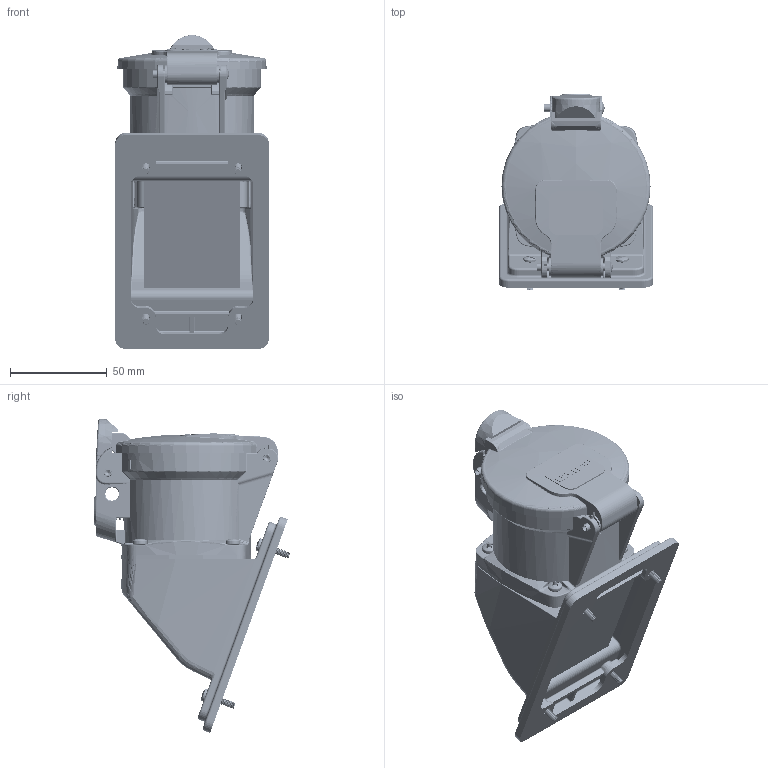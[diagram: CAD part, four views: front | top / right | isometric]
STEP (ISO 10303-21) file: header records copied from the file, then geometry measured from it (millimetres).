
FILE_DESCRIPTION (( 'STEP AP214' ), '1' );
FILE_NAME ('ORC5951-M01.STEP', '2025-07-10T15:15:48', ( '' ), ( '' ), 'SwSTEP 2.0', 'SolidWorks 2024', '' );
FILE_SCHEMA (( 'AUTOMOTIVE_DESIGN' ));
Length unit declared in the file: inch
Products named in the file (1): ORC5951-M01
Bounding box: 79.38 x 101.64 x 162.07 mm (x, y, z)
Volume: 510559.2 mm3; surface area: 198618.1 mm2
Topology: 102 solids, 102 shells, 7282 faces, 18127 edges, 10868 vertices
Faces by surface type: plane 2041, cylinder 1816, bspline 1611, torus 844, cone 547, sphere 423
Entity records: 495422 total; most frequent: CARTESIAN_POINT 339626, ORIENTED_EDGE 35430, DIRECTION 28073, EDGE_CURVE 17715, AXIS2_PLACEMENT_3D 11473, VERTEX_POINT 10867, EDGE_LOOP 7678, ADVANCED_FACE 7282
